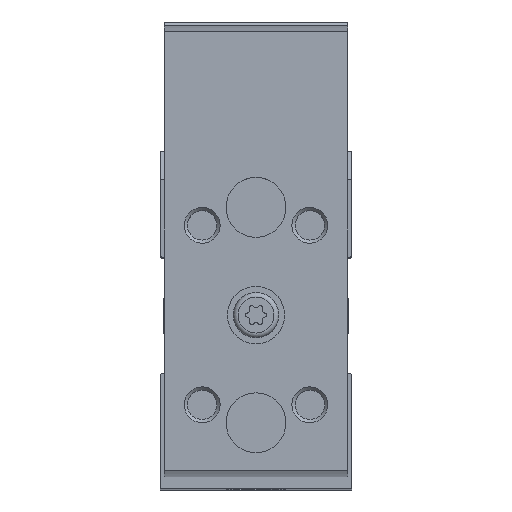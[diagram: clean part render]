
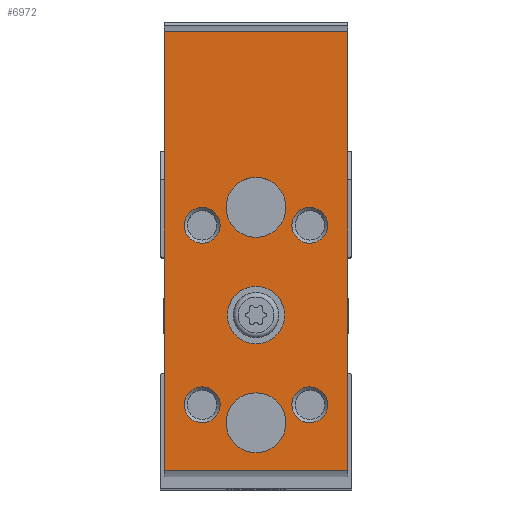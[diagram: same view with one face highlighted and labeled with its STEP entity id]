
A CAD part, top view. The second image highlights one B-rep face of the part: STEP entity #6972.
In plain terms, the highlighted planar face has unit normal (0, 0, 1).
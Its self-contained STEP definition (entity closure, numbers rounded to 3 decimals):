
#435=CIRCLE('',#7533,2.4);
#436=CIRCLE('',#7534,2.5);
#437=CIRCLE('',#7535,2.5);
#438=CIRCLE('',#7536,1.5);
#439=CIRCLE('',#7537,1.5);
#440=CIRCLE('',#7538,1.5);
#441=CIRCLE('',#7539,1.5);
#1521=ORIENTED_EDGE('',*,*,#2581,.T.);
#1522=ORIENTED_EDGE('',*,*,#2582,.T.);
#1523=ORIENTED_EDGE('',*,*,#2583,.T.);
#1524=ORIENTED_EDGE('',*,*,#2584,.F.);
#1525=ORIENTED_EDGE('',*,*,#2585,.F.);
#1526=ORIENTED_EDGE('',*,*,#2586,.F.);
#1527=ORIENTED_EDGE('',*,*,#2587,.F.);
#1528=ORIENTED_EDGE('',*,*,#2588,.T.);
#1529=ORIENTED_EDGE('',*,*,#2589,.F.);
#1530=ORIENTED_EDGE('',*,*,#2590,.F.);
#1531=ORIENTED_EDGE('',*,*,#2591,.T.);
#2581=EDGE_CURVE('',#3209,#3209,#435,.T.);
#2582=EDGE_CURVE('',#3210,#3210,#436,.T.);
#2583=EDGE_CURVE('',#3211,#3211,#437,.T.);
#2584=EDGE_CURVE('',#3212,#3212,#438,.T.);
#2585=EDGE_CURVE('',#3213,#3213,#439,.T.);
#2586=EDGE_CURVE('',#3214,#3214,#440,.T.);
#2587=EDGE_CURVE('',#3215,#3215,#441,.T.);
#2588=EDGE_CURVE('',#3216,#3217,#3686,.T.);
#2589=EDGE_CURVE('',#3218,#3217,#3687,.T.);
#2590=EDGE_CURVE('',#3219,#3218,#3688,.T.);
#2591=EDGE_CURVE('',#3219,#3216,#3689,.T.);
#3209=VERTEX_POINT('',#10735);
#3210=VERTEX_POINT('',#10737);
#3211=VERTEX_POINT('',#10739);
#3212=VERTEX_POINT('',#10741);
#3213=VERTEX_POINT('',#10743);
#3214=VERTEX_POINT('',#10745);
#3215=VERTEX_POINT('',#10747);
#3216=VERTEX_POINT('',#10749);
#3217=VERTEX_POINT('',#10750);
#3218=VERTEX_POINT('',#10752);
#3219=VERTEX_POINT('',#10754);
#3686=LINE('',#10748,#4090);
#3687=LINE('',#10751,#4091);
#3688=LINE('',#10753,#4092);
#3689=LINE('',#10755,#4093);
#4090=VECTOR('',#8963,1000.);
#4091=VECTOR('',#8964,1000.);
#4092=VECTOR('',#8965,1000.);
#4093=VECTOR('',#8966,1000.);
#4499=EDGE_LOOP('',(#1521));
#4500=EDGE_LOOP('',(#1522));
#4501=EDGE_LOOP('',(#1523));
#4502=EDGE_LOOP('',(#1524));
#4503=EDGE_LOOP('',(#1525));
#4504=EDGE_LOOP('',(#1526));
#4505=EDGE_LOOP('',(#1527));
#4506=EDGE_LOOP('',(#1528,#1529,#1530,#1531));
#5031=FACE_BOUND('',#4499,.T.);
#5032=FACE_BOUND('',#4500,.T.);
#5033=FACE_BOUND('',#4501,.T.);
#5034=FACE_BOUND('',#4502,.T.);
#5035=FACE_BOUND('',#4503,.T.);
#5036=FACE_BOUND('',#4504,.T.);
#5037=FACE_BOUND('',#4505,.T.);
#5038=FACE_BOUND('',#4506,.T.);
#5353=PLANE('',#7532);
#6972=ADVANCED_FACE('',(#5031,#5032,#5033,#5034,#5035,#5036,#5037,#5038),
#5353,.F.);
#7532=AXIS2_PLACEMENT_3D('',#10733,#8947,#8948);
#7533=AXIS2_PLACEMENT_3D('',#10734,#8949,#8950);
#7534=AXIS2_PLACEMENT_3D('',#10736,#8951,#8952);
#7535=AXIS2_PLACEMENT_3D('',#10738,#8953,#8954);
#7536=AXIS2_PLACEMENT_3D('',#10740,#8955,#8956);
#7537=AXIS2_PLACEMENT_3D('',#10742,#8957,#8958);
#7538=AXIS2_PLACEMENT_3D('',#10744,#8959,#8960);
#7539=AXIS2_PLACEMENT_3D('',#10746,#8961,#8962);
#8947=DIRECTION('',(0.,0.,-1.));
#8948=DIRECTION('',(-1.,0.,0.));
#8949=DIRECTION('',(0.,0.,-1.));
#8950=DIRECTION('',(-1.,0.,0.));
#8951=DIRECTION('',(0.,0.,-1.));
#8952=DIRECTION('',(-1.,0.,0.));
#8953=DIRECTION('',(0.,0.,-1.));
#8954=DIRECTION('',(-1.,0.,0.));
#8955=DIRECTION('',(0.,0.,1.));
#8956=DIRECTION('',(1.,0.,0.));
#8957=DIRECTION('',(0.,0.,1.));
#8958=DIRECTION('',(1.,0.,0.));
#8959=DIRECTION('',(0.,0.,1.));
#8960=DIRECTION('',(1.,0.,0.));
#8961=DIRECTION('',(0.,0.,1.));
#8962=DIRECTION('',(1.,0.,0.));
#8963=DIRECTION('',(0.,-1.,0.));
#8964=DIRECTION('',(-1.,0.,0.));
#8965=DIRECTION('',(0.,-1.,0.));
#8966=DIRECTION('',(-1.,0.,0.));
#10733=CARTESIAN_POINT('',(7.65,38.,0.));
#10734=CARTESIAN_POINT('',(0.,13.5,0.));
#10735=CARTESIAN_POINT('',(-2.4,13.5,0.));
#10736=CARTESIAN_POINT('',(0.,4.5,0.));
#10737=CARTESIAN_POINT('',(-2.5,4.5,0.));
#10738=CARTESIAN_POINT('',(0.,22.5,0.));
#10739=CARTESIAN_POINT('',(-2.5,22.5,0.));
#10740=CARTESIAN_POINT('',(-4.5,21.,0.));
#10741=CARTESIAN_POINT('',(-3.,21.,0.));
#10742=CARTESIAN_POINT('',(4.5,21.,0.));
#10743=CARTESIAN_POINT('',(6.,21.,0.));
#10744=CARTESIAN_POINT('',(-4.5,6.,0.));
#10745=CARTESIAN_POINT('',(-3.,6.,0.));
#10746=CARTESIAN_POINT('',(4.5,6.,0.));
#10747=CARTESIAN_POINT('',(6.,6.,0.));
#10748=CARTESIAN_POINT('',(-7.65,38.,0.));
#10749=CARTESIAN_POINT('',(-7.65,37.192,0.));
#10750=CARTESIAN_POINT('',(-7.65,0.508,0.));
#10751=CARTESIAN_POINT('',(7.65,0.508,0.));
#10752=CARTESIAN_POINT('',(7.65,0.508,0.));
#10753=CARTESIAN_POINT('',(7.65,38.,0.));
#10754=CARTESIAN_POINT('',(7.65,37.192,0.));
#10755=CARTESIAN_POINT('',(7.65,37.192,0.));
